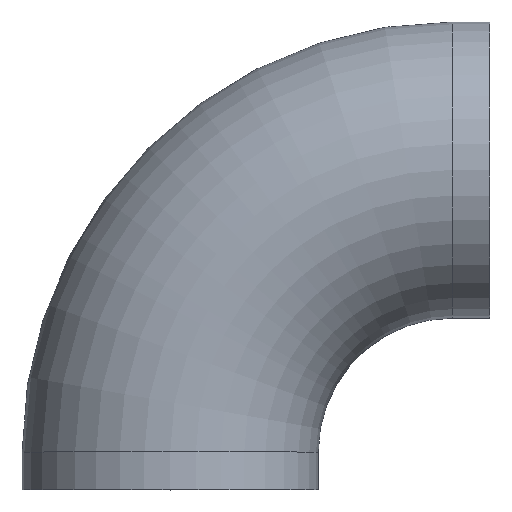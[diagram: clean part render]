
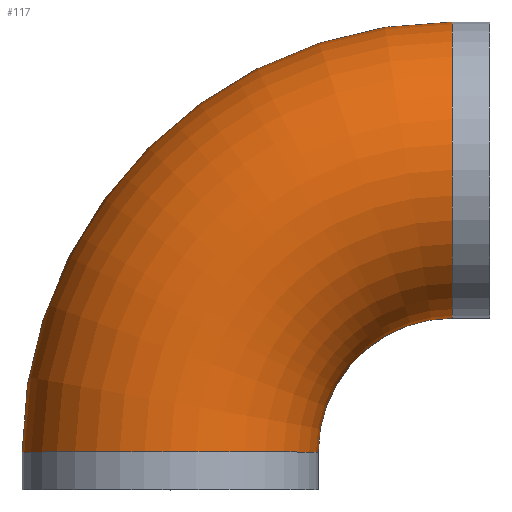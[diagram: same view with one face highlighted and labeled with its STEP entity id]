
A CAD part, top view. The second image highlights one B-rep face of the part: STEP entity #117.
In plain terms, the highlighted toroidal (fillet/blend) face has major radius 300 mm and minor radius 157.5 mm.
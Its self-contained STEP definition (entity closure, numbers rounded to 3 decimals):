
#91 = VERTEX_POINT( '', #228 );
#117 = ADVANCED_FACE( '', ( #260 ), #261, .T. );
#139 = VERTEX_POINT( '', #285 );
#147 = EDGE_CURVE( '', #139, #195, #293, .T. );
#157 = EDGE_CURVE( '', #91, #167, #303, .T. );
#167 = VERTEX_POINT( '', #314 );
#187 = EDGE_CURVE( '', #91, #195, #336, .T. );
#189 = EDGE_CURVE( '', #139, #167, #338, .T. );
#195 = VERTEX_POINT( '', #344 );
#228 = CARTESIAN_POINT( '', ( 157.5, 40., 0. ) );
#260 = FACE_OUTER_BOUND( '', #409, .T. );
#261 = TOROIDAL_SURFACE( '', #410, 300., 157.5 );
#285 = CARTESIAN_POINT( '', ( 300., 497.5, 0. ) );
#293 = CIRCLE( '', #450, 157.5 );
#303 = CIRCLE( '', #464, 157.5 );
#314 = CARTESIAN_POINT( '', ( -157.5, 40., 0. ) );
#336 = CIRCLE( '', #508, 142.5 );
#338 = CIRCLE( '', #511, 457.5 );
#344 = CARTESIAN_POINT( '', ( 300., 182.5, 0. ) );
#409 = EDGE_LOOP( '', ( #600, #601, #602, #603 ) );
#410 = AXIS2_PLACEMENT_3D( '', #604, #605, #606 );
#450 = AXIS2_PLACEMENT_3D( '', #643, #644, #645 );
#464 = AXIS2_PLACEMENT_3D( '', #650, #651, #652 );
#508 = AXIS2_PLACEMENT_3D( '', #687, #688, #689 );
#511 = AXIS2_PLACEMENT_3D( '', #690, #691, #692 );
#600 = ORIENTED_EDGE( '', *, *, #189, .T. );
#601 = ORIENTED_EDGE( '', *, *, #157, .F. );
#602 = ORIENTED_EDGE( '', *, *, #187, .T. );
#603 = ORIENTED_EDGE( '', *, *, #147, .F. );
#604 = CARTESIAN_POINT( '', ( 300., 40., 0. ) );
#605 = DIRECTION( '', ( 0., 0., 1. ) );
#606 = DIRECTION( '', ( 1., 0., 0. ) );
#643 = CARTESIAN_POINT( '', ( 300., 340., 0. ) );
#644 = DIRECTION( '', ( 1., 0., 0. ) );
#645 = DIRECTION( '', ( 0., -1., 0. ) );
#650 = CARTESIAN_POINT( '', ( 0., 40., 0. ) );
#651 = DIRECTION( '', ( 0., -1., 0. ) );
#652 = DIRECTION( '', ( 1., 0., 0. ) );
#687 = CARTESIAN_POINT( '', ( 300., 40., 0. ) );
#688 = DIRECTION( '', ( 0., 0., -1. ) );
#689 = DIRECTION( '', ( 1., 0., 0. ) );
#690 = CARTESIAN_POINT( '', ( 300., 40., 0. ) );
#691 = DIRECTION( '', ( 0., 0., 1. ) );
#692 = DIRECTION( '', ( 1., 0., 0. ) );
